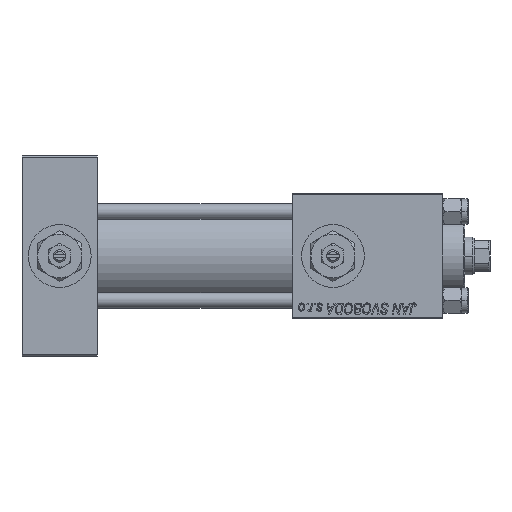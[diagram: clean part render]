
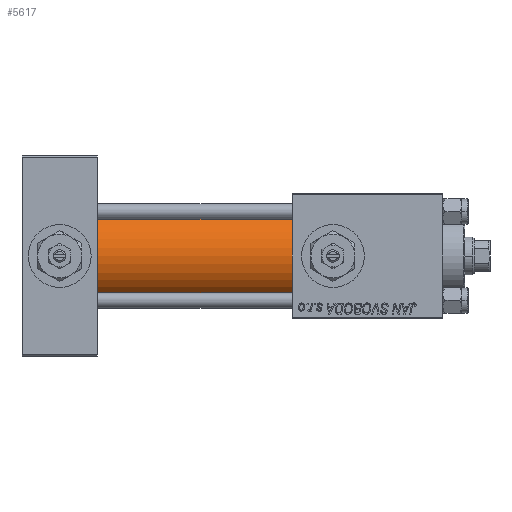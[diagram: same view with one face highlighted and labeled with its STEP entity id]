
A CAD part, front view. The second image highlights one B-rep face of the part: STEP entity #5617.
In plain terms, the highlighted cylindrical face has radius 15.5 mm (diameter 31 mm), a partial arc.
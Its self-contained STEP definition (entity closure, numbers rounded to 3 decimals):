
#3108 = ORIENTED_EDGE ( 'NONE', *, *, #39541, .F. ) ;
#3184 = FACE_OUTER_BOUND ( 'NONE', #23224, .T. ) ;
#4282 = AXIS2_PLACEMENT_3D ( 'NONE', #8747, #48393, #20033 ) ;
#4818 = EDGE_CURVE ( 'NONE', #21157, #40793, #36130, .T. ) ;
#5617 = ADVANCED_FACE ( 'NONE', ( #3184 ), #34932, .T. ) ;
#6907 = DIRECTION ( 'NONE',  ( 0., 0., -1. ) ) ;
#8747 = CARTESIAN_POINT ( 'NONE',  ( 24., 0., 0. ) ) ;
#10787 = DIRECTION ( 'NONE',  ( -1., 0., 0. ) ) ;
#11150 = CARTESIAN_POINT ( 'NONE',  ( 86., 0., -15.5 ) ) ;
#11913 = ORIENTED_EDGE ( 'NONE', *, *, #4818, .T. ) ;
#11941 = CARTESIAN_POINT ( 'NONE',  ( 24., 0., 15.5 ) ) ;
#15349 = LINE ( 'NONE', #11150, #34697 ) ;
#17643 = CARTESIAN_POINT ( 'NONE',  ( 86., 0., -15.5 ) ) ;
#18709 = CARTESIAN_POINT ( 'NONE',  ( 86., 0., 15.5 ) ) ;
#20033 = DIRECTION ( 'NONE',  ( 0., 0., 1. ) ) ;
#20152 = EDGE_CURVE ( 'NONE', #49764, #21157, #46800, .T. ) ;
#21157 = VERTEX_POINT ( 'NONE', #11941 ) ;
#22140 = DIRECTION ( 'NONE',  ( 1., 0., 0. ) ) ;
#23224 = EDGE_LOOP ( 'NONE', ( #26053, #3108, #36668, #11913 ) ) ;
#26053 = ORIENTED_EDGE ( 'NONE', *, *, #42327, .F. ) ;
#28921 = CARTESIAN_POINT ( 'NONE',  ( 86., 0., 15.5 ) ) ;
#33120 = VECTOR ( 'NONE', #38921, 1000. ) ;
#34593 = AXIS2_PLACEMENT_3D ( 'NONE', #44995, #22140, #6907 ) ;
#34697 = VECTOR ( 'NONE', #38978, 1000. ) ;
#34932 = CYLINDRICAL_SURFACE ( 'NONE', #49541, 15.5 ) ;
#36130 = CIRCLE ( 'NONE', #4282, 15.5 ) ;
#36668 = ORIENTED_EDGE ( 'NONE', *, *, #20152, .T. ) ;
#38921 = DIRECTION ( 'NONE',  ( -1., 0., 0. ) ) ;
#38978 = DIRECTION ( 'NONE',  ( -1., 0., 0. ) ) ;
#39541 = EDGE_CURVE ( 'NONE', #49764, #46847, #48834, .T. ) ;
#40793 = VERTEX_POINT ( 'NONE', #48103 ) ;
#42327 = EDGE_CURVE ( 'NONE', #46847, #40793, #15349, .T. ) ;
#42806 = DIRECTION ( 'NONE',  ( 0., 0., 1. ) ) ;
#44995 = CARTESIAN_POINT ( 'NONE',  ( 86., 0., 0. ) ) ;
#46800 = LINE ( 'NONE', #18709, #33120 ) ;
#46847 = VERTEX_POINT ( 'NONE', #17643 ) ;
#47260 = CARTESIAN_POINT ( 'NONE',  ( 86., 0., 0. ) ) ;
#48103 = CARTESIAN_POINT ( 'NONE',  ( 24., 0., -15.5 ) ) ;
#48393 = DIRECTION ( 'NONE',  ( 1., 0., 0. ) ) ;
#48834 = CIRCLE ( 'NONE', #34593, 15.5 ) ;
#49541 = AXIS2_PLACEMENT_3D ( 'NONE', #47260, #10787, #42806 ) ;
#49764 = VERTEX_POINT ( 'NONE', #28921 ) ;
